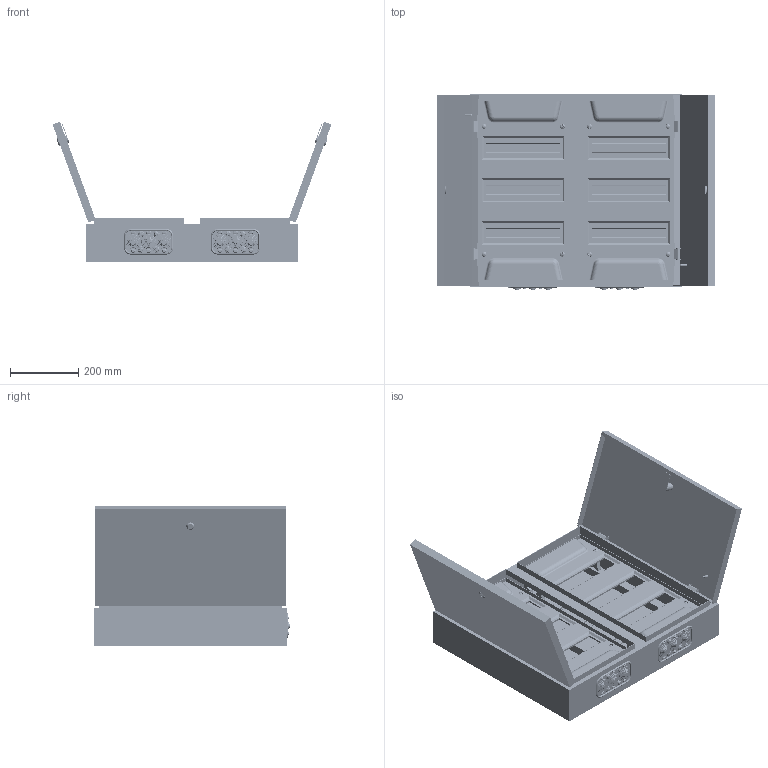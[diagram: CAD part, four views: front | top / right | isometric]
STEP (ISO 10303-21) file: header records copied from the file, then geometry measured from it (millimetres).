
FILE_DESCRIPTION (( 'STEP AP214' ), '1' );
FILE_NAME ('SHRN-2õ36_Universal.STEP', '2018-05-22T07:07:39', ( 'Ïîëüçîâàòåëü Windows' ), ( '' ), 'SwSTEP 2.0', 'SolidWorks 2014', '' );
FILE_SCHEMA (( 'AUTOMOTIVE_DESIGN' ));
Length unit declared in the file: millimetre
Products named in the file (13): Panel_36; Kabel_vvod_├莪牀_0,8 ｬｬ; Obolochka_SHRN_Universal_2å36; Klipsa; SC GOST 17473_gost_‚¨­â A.M5x10 ƒŽ‘’ 17473-80; Dver_Universal_2å36 «¥¢; Stoika pan; Support; Stoika Shin_‘â®©ª  ¤«ï è¨­; Panel_ShRN-36; SHRN-2õ36_Universal; DIN-Reika_18 ｢箘ｬ箘｢; Dver_Universal_36
Assembly tree (50 placements, depth 3):
  SHRN-2õ36_Universal
    Obolochka_SHRN_Universal_2å36
    Dver_Universal_36
    DIN-Reika_18 ｢箘ｬ箘｢  x6
    Panel_36  x2
      Panel_ShRN-36
      Klipsa
      Stoika pan
    Dver_Universal_2å36 «¥¢
    SC GOST 17473_gost_‚¨­â A.M5x10 ƒŽ‘’ 17473-80  x12
    Stoika Shin_‘â®©ª  ¤«ï è¨­  x8
    Support  x8
    Kabel_vvod_├莪牀_0,8 ｬｬ  x2
Bounding box: 818.42 x 574.75 x 412.05 mm (x, y, z)
Volume: 2216326.4 mm3; surface area: 3702162.1 mm2
Topology: 66 solids, 66 shells, 5855 faces, 14124 edges, 8644 vertices
Faces by surface type: plane 2647, cylinder 1580, torus 1048, bspline 320, cone 156, sphere 104
Entity records: 56966 total; most frequent: CARTESIAN_POINT 10679, DIRECTION 10332, ORIENTED_EDGE 8962, EDGE_CURVE 4481, AXIS2_PLACEMENT_3D 4056, VERTEX_POINT 2729, LINE 2220, EDGE_LOOP 2220
